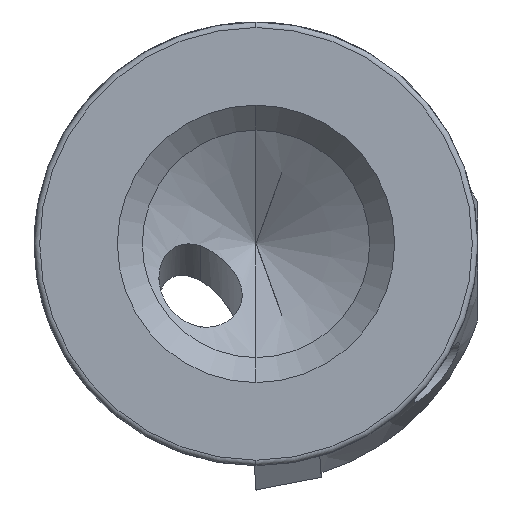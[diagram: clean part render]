
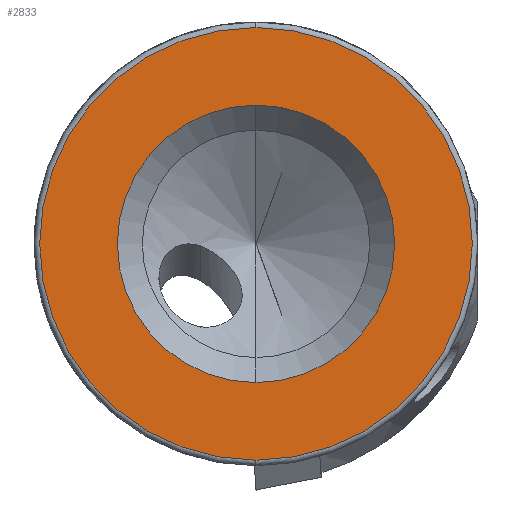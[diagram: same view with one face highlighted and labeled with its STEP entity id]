
A CAD part, left-side view. The second image highlights one B-rep face of the part: STEP entity #2833.
In plain terms, the highlighted planar face has unit normal (-1, 0, 0).
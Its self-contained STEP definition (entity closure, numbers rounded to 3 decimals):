
#40 = PLANE ( 'NONE',  #991 ) ;
#143 = ORIENTED_EDGE ( 'NONE', *, *, #3653, .F. ) ;
#161 = AXIS2_PLACEMENT_3D ( 'NONE', #747, #4011, #1474 ) ;
#235 = VERTEX_POINT ( 'NONE', #248 ) ;
#248 = CARTESIAN_POINT ( 'NONE',  ( -27., 0., 3.875 ) ) ;
#324 = CARTESIAN_POINT ( 'NONE',  ( -27., 0., 16.675 ) ) ;
#386 = EDGE_LOOP ( 'NONE', ( #3543, #143 ) ) ;
#525 = VERTEX_POINT ( 'NONE', #324 ) ;
#583 = DIRECTION ( 'NONE',  ( -1., 0., 0. ) ) ;
#747 = CARTESIAN_POINT ( 'NONE',  ( -27., 0., 8.875 ) ) ;
#767 = CARTESIAN_POINT ( 'NONE',  ( -27., 0., 1.075 ) ) ;
#849 = DIRECTION ( 'NONE',  ( 0., 0., -1. ) ) ;
#897 = EDGE_CURVE ( 'NONE', #1520, #235, #2262, .T. ) ;
#985 = FACE_OUTER_BOUND ( 'NONE', #4427, .T. ) ;
#991 = AXIS2_PLACEMENT_3D ( 'NONE', #2697, #1588, #849 ) ;
#1094 = ORIENTED_EDGE ( 'NONE', *, *, #4217, .T. ) ;
#1474 = DIRECTION ( 'NONE',  ( 0., 0., 1. ) ) ;
#1520 = VERTEX_POINT ( 'NONE', #2154 ) ;
#1538 = AXIS2_PLACEMENT_3D ( 'NONE', #1750, #4485, #3042 ) ;
#1588 = DIRECTION ( 'NONE',  ( 1., 0., 0. ) ) ;
#1621 = CIRCLE ( 'NONE', #1538, 7.8 ) ;
#1750 = CARTESIAN_POINT ( 'NONE',  ( -27., 0., 8.875 ) ) ;
#1757 = EDGE_CURVE ( 'NONE', #525, #2062, #1621, .T. ) ;
#1905 = DIRECTION ( 'NONE',  ( -1., 0., 0. ) ) ;
#2062 = VERTEX_POINT ( 'NONE', #767 ) ;
#2154 = CARTESIAN_POINT ( 'NONE',  ( -27., 0., 13.875 ) ) ;
#2262 = CIRCLE ( 'NONE', #161, 5. ) ;
#2571 = CIRCLE ( 'NONE', #2740, 5. ) ;
#2697 = CARTESIAN_POINT ( 'NONE',  ( -27., 0., 0.875 ) ) ;
#2740 = AXIS2_PLACEMENT_3D ( 'NONE', #4050, #583, #3226 ) ;
#2832 = ORIENTED_EDGE ( 'NONE', *, *, #1757, .T. ) ;
#2833 = ADVANCED_FACE ( 'NONE', ( #985, #3022 ), #40, .F. ) ;
#3010 = AXIS2_PLACEMENT_3D ( 'NONE', #4235, #1905, #3297 ) ;
#3022 = FACE_BOUND ( 'NONE', #386, .T. ) ;
#3042 = DIRECTION ( 'NONE',  ( 0., 0., -1. ) ) ;
#3226 = DIRECTION ( 'NONE',  ( 0., 0., 1. ) ) ;
#3297 = DIRECTION ( 'NONE',  ( 0., 0., -1. ) ) ;
#3543 = ORIENTED_EDGE ( 'NONE', *, *, #897, .F. ) ;
#3653 = EDGE_CURVE ( 'NONE', #235, #1520, #2571, .T. ) ;
#3824 = CIRCLE ( 'NONE', #3010, 7.8 ) ;
#4011 = DIRECTION ( 'NONE',  ( -1., 0., 0. ) ) ;
#4050 = CARTESIAN_POINT ( 'NONE',  ( -27., 0., 8.875 ) ) ;
#4217 = EDGE_CURVE ( 'NONE', #2062, #525, #3824, .T. ) ;
#4235 = CARTESIAN_POINT ( 'NONE',  ( -27., 0., 8.875 ) ) ;
#4427 = EDGE_LOOP ( 'NONE', ( #1094, #2832 ) ) ;
#4485 = DIRECTION ( 'NONE',  ( -1., 0., 0. ) ) ;
